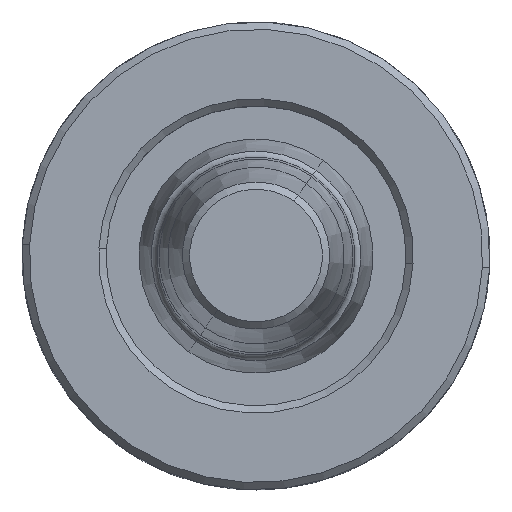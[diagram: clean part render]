
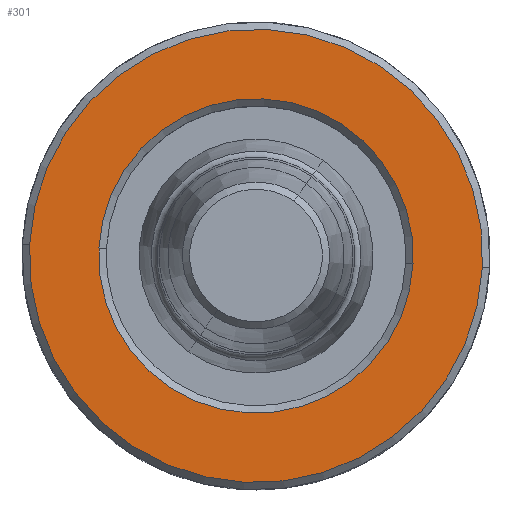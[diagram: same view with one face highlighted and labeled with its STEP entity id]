
A CAD part, top view. The second image highlights one B-rep face of the part: STEP entity #301.
In plain terms, the highlighted planar face has unit normal (0, 0, 1).
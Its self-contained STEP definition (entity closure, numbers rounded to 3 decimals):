
#128=PLANE('',#2174);
#174=FACE_BOUND('',#583,.T.);
#175=FACE_BOUND('',#584,.T.);
#301=ADVANCED_FACE('',(#174,#175),#128,.F.);
#583=EDGE_LOOP('',(#1123,#1124));
#584=EDGE_LOOP('',(#1125,#1126));
#692=CIRCLE('',#2113,10.75);
#693=CIRCLE('',#2115,15.5);
#727=CIRCLE('',#2171,15.5);
#728=CIRCLE('',#2173,10.75);
#1123=ORIENTED_EDGE('',*,*,#1748,.F.);
#1124=ORIENTED_EDGE('',*,*,#1639,.F.);
#1125=ORIENTED_EDGE('',*,*,#1747,.T.);
#1126=ORIENTED_EDGE('',*,*,#1641,.T.);
#1422=VERTEX_POINT('',#3143);
#1423=VERTEX_POINT('',#3145);
#1424=VERTEX_POINT('',#3149);
#1425=VERTEX_POINT('',#3150);
#1639=EDGE_CURVE('',#1422,#1423,#692,.T.);
#1641=EDGE_CURVE('',#1424,#1425,#693,.T.);
#1747=EDGE_CURVE('',#1425,#1424,#727,.T.);
#1748=EDGE_CURVE('',#1423,#1422,#728,.T.);
#2113=AXIS2_PLACEMENT_3D('',#3144,#2489,#2490);
#2115=AXIS2_PLACEMENT_3D('',#3148,#2494,#2495);
#2171=AXIS2_PLACEMENT_3D('',#3596,#2630,#2631);
#2173=AXIS2_PLACEMENT_3D('',#3598,#2634,#2635);
#2174=AXIS2_PLACEMENT_3D('',#3599,#2636,#2637);
#2489=DIRECTION('',(0.,0.,1.));
#2490=DIRECTION('',(0.999,-0.051,0.));
#2494=DIRECTION('',(0.,0.,1.));
#2495=DIRECTION('',(0.999,-0.051,0.));
#2630=DIRECTION('',(0.,0.,1.));
#2631=DIRECTION('',(0.999,-0.051,0.));
#2634=DIRECTION('',(0.,0.,1.));
#2635=DIRECTION('',(0.999,-0.051,0.));
#2636=DIRECTION('',(0.,0.,-1.));
#2637=DIRECTION('',(0.999,-0.051,0.));
#3143=CARTESIAN_POINT('',(-10.736,0.544,0.));
#3144=CARTESIAN_POINT('',(0.,0.,0.));
#3145=CARTESIAN_POINT('',(10.736,-0.544,0.));
#3148=CARTESIAN_POINT('',(0.,0.,0.));
#3149=CARTESIAN_POINT('',(15.48,-0.785,0.));
#3150=CARTESIAN_POINT('',(-15.48,0.785,0.));
#3596=CARTESIAN_POINT('',(0.,0.,0.));
#3598=CARTESIAN_POINT('',(0.,0.,0.));
#3599=CARTESIAN_POINT('',(0.785,15.48,0.));
